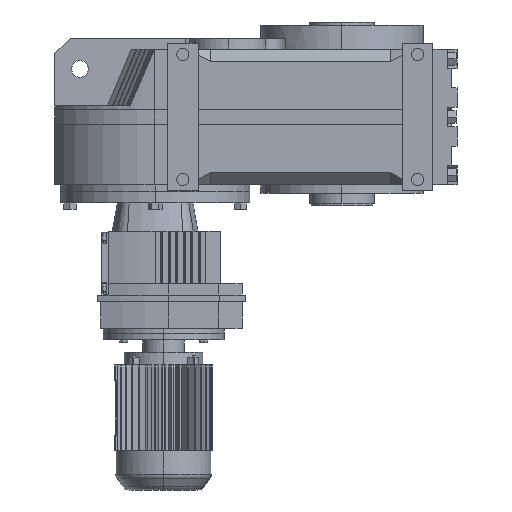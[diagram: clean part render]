
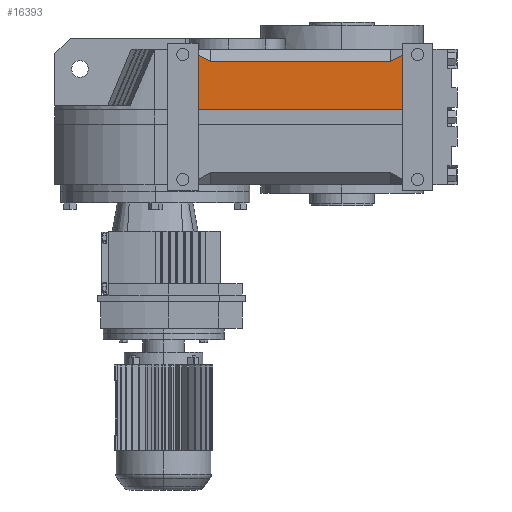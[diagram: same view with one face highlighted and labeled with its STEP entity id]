
A CAD part, left-side view. The second image highlights one B-rep face of the part: STEP entity #16393.
In plain terms, the highlighted planar face has unit normal (-1, 0, 0).
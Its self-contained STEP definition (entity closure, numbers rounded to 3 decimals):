
#2251 = PLANE('',#2252);
#2252 = AXIS2_PLACEMENT_3D('',#2253,#2254,#2255);
#2253 = CARTESIAN_POINT('',(-131.2,-56.7,1.));
#2254 = DIRECTION('',(0.,-1.,0.));
#2255 = DIRECTION('',(0.,0.,-1.));
#2279 = PLANE('',#2280);
#2280 = AXIS2_PLACEMENT_3D('',#2281,#2282,#2283);
#2281 = CARTESIAN_POINT('',(-233.918,-56.7,103.718));
#2282 = DIRECTION('',(-0.664,-0.342,0.664));
#2283 = DIRECTION('',(0.707,0.,0.707
    ));
#2307 = PLANE('',#2308);
#2308 = AXIS2_PLACEMENT_3D('',#2309,#2310,#2311);
#2309 = CARTESIAN_POINT('',(-141.2,1.,188.2));
#2310 = DIRECTION('',(-0.707,0.,0.707));
#2311 = DIRECTION('',(0.707,0.,0.707));
#2335 = PLANE('',#2336);
#2336 = AXIS2_PLACEMENT_3D('',#2337,#2338,#2339);
#2337 = CARTESIAN_POINT('',(-233.918,-326.7,103.718));
#2338 = DIRECTION('',(-0.664,0.342,0.664));
#2339 = DIRECTION('',(0.707,0.,0.707)
  );
#2363 = PLANE('',#2364);
#2364 = AXIS2_PLACEMENT_3D('',#2365,#2366,#2367);
#2365 = CARTESIAN_POINT('',(-131.2,-326.7,1.));
#2366 = DIRECTION('',(0.,1.,0.));
#2367 = DIRECTION('',(0.,0.,1.));
#7727 = VERTEX_POINT('',#7728);
#7728 = CARTESIAN_POINT('',(-157.2,-310.7,172.2));
#7749 = EDGE_CURVE('',#7750,#7727,#7752,.T.);
#7750 = VERTEX_POINT('',#7751);
#7751 = CARTESIAN_POINT('',(-157.2,-326.7,180.436));
#7752 = SURFACE_CURVE('',#7753,(#7757,#7764),.PCURVE_S1.);
#7753 = LINE('',#7754,#7755);
#7754 = CARTESIAN_POINT('',(-157.2,-386.779,211.36));
#7755 = VECTOR('',#7756,1.);
#7756 = DIRECTION('',(0.,0.889,-0.458));
#7757 = PCURVE('',#2335,#7758);
#7758 = DEFINITIONAL_REPRESENTATION('',(#7759),#7763);
#7759 = LINE('',#7760,#7761);
#7760 = CARTESIAN_POINT('',(130.362,-63.934));
#7761 = VECTOR('',#7762,1.);
#7762 = DIRECTION('',(-0.324,0.946));
#7763 = ( GEOMETRIC_REPRESENTATION_CONTEXT(2) 
PARAMETRIC_REPRESENTATION_CONTEXT() REPRESENTATION_CONTEXT('2D SPACE',''
  ) );
#7764 = PCURVE('',#7765,#7770);
#7765 = PLANE('',#7766);
#7766 = AXIS2_PLACEMENT_3D('',#7767,#7768,#7769);
#7767 = CARTESIAN_POINT('',(-157.2,-398.7,188.2));
#7768 = DIRECTION('',(1.,0.,0.));
#7769 = DIRECTION('',(0.,0.,-1.));
#7770 = DEFINITIONAL_REPRESENTATION('',(#7771),#7775);
#7771 = LINE('',#7772,#7773);
#7772 = CARTESIAN_POINT('',(-23.16,11.921));
#7773 = VECTOR('',#7774,1.);
#7774 = DIRECTION('',(0.458,0.889));
#7775 = ( GEOMETRIC_REPRESENTATION_CONTEXT(2) 
PARAMETRIC_REPRESENTATION_CONTEXT() REPRESENTATION_CONTEXT('2D SPACE',''
  ) );
#9732 = EDGE_CURVE('',#9733,#9735,#9737,.T.);
#9733 = VERTEX_POINT('',#9734);
#9734 = CARTESIAN_POINT('',(-157.2,-72.7,172.2));
#9735 = VERTEX_POINT('',#9736);
#9736 = CARTESIAN_POINT('',(-157.2,-56.7,180.436));
#9737 = SURFACE_CURVE('',#9738,(#9742,#9749),.PCURVE_S1.);
#9738 = LINE('',#9739,#9740);
#9739 = CARTESIAN_POINT('',(-157.2,-323.907,42.896));
#9740 = VECTOR('',#9741,1.);
#9741 = DIRECTION('',(0.,0.889,0.458));
#9742 = PCURVE('',#2279,#9743);
#9743 = DEFINITIONAL_REPRESENTATION('',(#9744),#9748);
#9744 = LINE('',#9745,#9746);
#9745 = CARTESIAN_POINT('',(11.24,-284.356));
#9746 = VECTOR('',#9747,1.);
#9747 = DIRECTION('',(0.324,0.946));
#9748 = ( GEOMETRIC_REPRESENTATION_CONTEXT(2) 
PARAMETRIC_REPRESENTATION_CONTEXT() REPRESENTATION_CONTEXT('2D SPACE',''
  ) );
#9749 = PCURVE('',#7765,#9750);
#9750 = DEFINITIONAL_REPRESENTATION('',(#9751),#9755);
#9751 = LINE('',#9752,#9753);
#9752 = CARTESIAN_POINT('',(145.304,74.793));
#9753 = VECTOR('',#9754,1.);
#9754 = DIRECTION('',(-0.458,0.889));
#9755 = ( GEOMETRIC_REPRESENTATION_CONTEXT(2) 
PARAMETRIC_REPRESENTATION_CONTEXT() REPRESENTATION_CONTEXT('2D SPACE',''
  ) );
#10122 = EDGE_CURVE('',#10123,#7750,#10125,.T.);
#10123 = VERTEX_POINT('',#10124);
#10124 = CARTESIAN_POINT('',(-157.2,-326.7,108.25));
#10125 = SURFACE_CURVE('',#10126,(#10130,#10137),.PCURVE_S1.);
#10126 = LINE('',#10127,#10128);
#10127 = CARTESIAN_POINT('',(-157.2,-326.7,188.2));
#10128 = VECTOR('',#10129,1.);
#10129 = DIRECTION('',(0.,0.,1.));
#10130 = PCURVE('',#2363,#10131);
#10131 = DEFINITIONAL_REPRESENTATION('',(#10132),#10136);
#10132 = LINE('',#10133,#10134);
#10133 = CARTESIAN_POINT('',(187.2,-26.));
#10134 = VECTOR('',#10135,1.);
#10135 = DIRECTION('',(1.,0.));
#10136 = ( GEOMETRIC_REPRESENTATION_CONTEXT(2) 
PARAMETRIC_REPRESENTATION_CONTEXT() REPRESENTATION_CONTEXT('2D SPACE',''
  ) );
#10137 = PCURVE('',#7765,#10138);
#10138 = DEFINITIONAL_REPRESENTATION('',(#10139),#10143);
#10139 = LINE('',#10140,#10141);
#10140 = CARTESIAN_POINT('',(0.,72.));
#10141 = VECTOR('',#10142,1.);
#10142 = DIRECTION('',(-1.,0.));
#10143 = ( GEOMETRIC_REPRESENTATION_CONTEXT(2) 
PARAMETRIC_REPRESENTATION_CONTEXT() REPRESENTATION_CONTEXT('2D SPACE',''
  ) );
#10161 = PLANE('',#10162);
#10162 = AXIS2_PLACEMENT_3D('',#10163,#10164,#10165);
#10163 = CARTESIAN_POINT('',(-11.809,1.,108.25));
#10164 = DIRECTION('',(0.,0.,-1.));
#10165 = DIRECTION('',(-1.,0.,0.));
#11501 = VERTEX_POINT('',#11502);
#11502 = CARTESIAN_POINT('',(-157.2,-56.7,108.25));
#11523 = EDGE_CURVE('',#9735,#11501,#11524,.T.);
#11524 = SURFACE_CURVE('',#11525,(#11529,#11536),.PCURVE_S1.);
#11525 = LINE('',#11526,#11527);
#11526 = CARTESIAN_POINT('',(-157.2,-56.7,188.2));
#11527 = VECTOR('',#11528,1.);
#11528 = DIRECTION('',(0.,0.,-1.));
#11529 = PCURVE('',#2251,#11530);
#11530 = DEFINITIONAL_REPRESENTATION('',(#11531),#11535);
#11531 = LINE('',#11532,#11533);
#11532 = CARTESIAN_POINT('',(-187.2,-26.));
#11533 = VECTOR('',#11534,1.);
#11534 = DIRECTION('',(1.,0.));
#11535 = ( GEOMETRIC_REPRESENTATION_CONTEXT(2) 
PARAMETRIC_REPRESENTATION_CONTEXT() REPRESENTATION_CONTEXT('2D SPACE',''
  ) );
#11536 = PCURVE('',#7765,#11537);
#11537 = DEFINITIONAL_REPRESENTATION('',(#11538),#11542);
#11538 = LINE('',#11539,#11540);
#11539 = CARTESIAN_POINT('',(0.,342.));
#11540 = VECTOR('',#11541,1.);
#11541 = DIRECTION('',(1.,0.));
#11542 = ( GEOMETRIC_REPRESENTATION_CONTEXT(2) 
PARAMETRIC_REPRESENTATION_CONTEXT() REPRESENTATION_CONTEXT('2D SPACE',''
  ) );
#12456 = EDGE_CURVE('',#7727,#9733,#12457,.T.);
#12457 = SURFACE_CURVE('',#12458,(#12462,#12469),.PCURVE_S1.);
#12458 = LINE('',#12459,#12460);
#12459 = CARTESIAN_POINT('',(-157.2,-56.7,172.2));
#12460 = VECTOR('',#12461,1.);
#12461 = DIRECTION('',(0.,1.,0.));
#12462 = PCURVE('',#2307,#12463);
#12463 = DEFINITIONAL_REPRESENTATION('',(#12464),#12468);
#12464 = LINE('',#12465,#12466);
#12465 = CARTESIAN_POINT('',(-22.627,-57.7));
#12466 = VECTOR('',#12467,1.);
#12467 = DIRECTION('',(0.,1.));
#12468 = ( GEOMETRIC_REPRESENTATION_CONTEXT(2) 
PARAMETRIC_REPRESENTATION_CONTEXT() REPRESENTATION_CONTEXT('2D SPACE',''
  ) );
#12469 = PCURVE('',#7765,#12470);
#12470 = DEFINITIONAL_REPRESENTATION('',(#12471),#12475);
#12471 = LINE('',#12472,#12473);
#12472 = CARTESIAN_POINT('',(16.,342.));
#12473 = VECTOR('',#12474,1.);
#12474 = DIRECTION('',(0.,1.));
#12475 = ( GEOMETRIC_REPRESENTATION_CONTEXT(2) 
PARAMETRIC_REPRESENTATION_CONTEXT() REPRESENTATION_CONTEXT('2D SPACE',''
  ) );
#16393 = ADVANCED_FACE('',(#16394),#7765,.F.);
#16394 = FACE_BOUND('',#16395,.T.);
#16395 = EDGE_LOOP('',(#16396,#16397,#16398,#16399,#16400,#16401));
#16396 = ORIENTED_EDGE('',*,*,#10122,.T.);
#16397 = ORIENTED_EDGE('',*,*,#7749,.T.);
#16398 = ORIENTED_EDGE('',*,*,#12456,.T.);
#16399 = ORIENTED_EDGE('',*,*,#9732,.T.);
#16400 = ORIENTED_EDGE('',*,*,#11523,.T.);
#16401 = ORIENTED_EDGE('',*,*,#16402,.F.);
#16402 = EDGE_CURVE('',#10123,#11501,#16403,.T.);
#16403 = SURFACE_CURVE('',#16404,(#16408,#16415),.PCURVE_S1.);
#16404 = LINE('',#16405,#16406);
#16405 = CARTESIAN_POINT('',(-157.2,-398.7,108.25));
#16406 = VECTOR('',#16407,1.);
#16407 = DIRECTION('',(0.,1.,0.));
#16408 = PCURVE('',#7765,#16409);
#16409 = DEFINITIONAL_REPRESENTATION('',(#16410),#16414);
#16410 = LINE('',#16411,#16412);
#16411 = CARTESIAN_POINT('',(79.95,0.));
#16412 = VECTOR('',#16413,1.);
#16413 = DIRECTION('',(0.,1.));
#16414 = ( GEOMETRIC_REPRESENTATION_CONTEXT(2) 
PARAMETRIC_REPRESENTATION_CONTEXT() REPRESENTATION_CONTEXT('2D SPACE',''
  ) );
#16415 = PCURVE('',#10161,#16416);
#16416 = DEFINITIONAL_REPRESENTATION('',(#16417),#16421);
#16417 = LINE('',#16418,#16419);
#16418 = CARTESIAN_POINT('',(145.391,-399.7));
#16419 = VECTOR('',#16420,1.);
#16420 = DIRECTION('',(0.,1.));
#16421 = ( GEOMETRIC_REPRESENTATION_CONTEXT(2) 
PARAMETRIC_REPRESENTATION_CONTEXT() REPRESENTATION_CONTEXT('2D SPACE',''
  ) );
